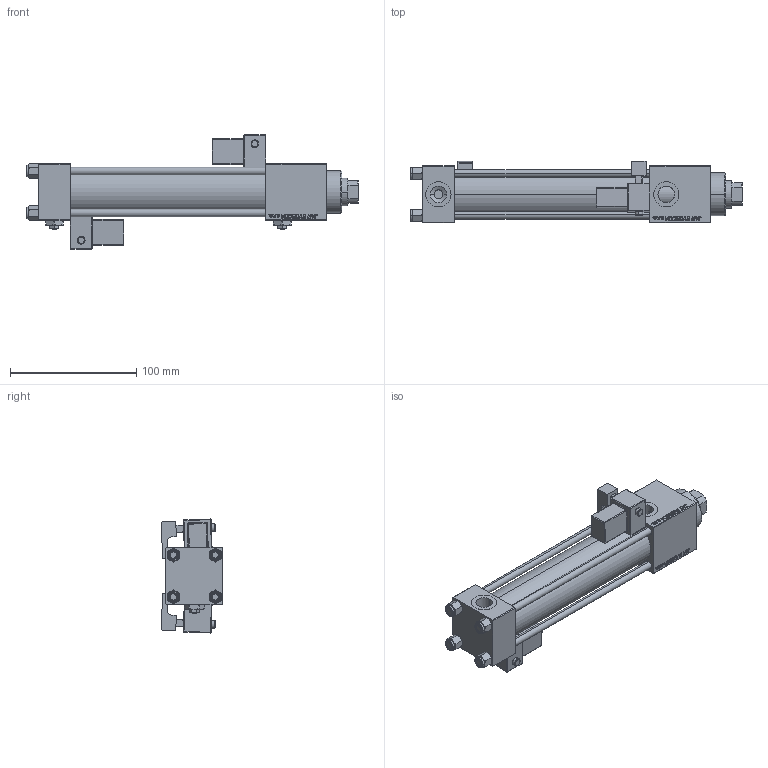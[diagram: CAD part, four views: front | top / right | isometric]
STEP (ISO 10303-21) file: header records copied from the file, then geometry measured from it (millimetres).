
FILE_DESCRIPTION (( 'STEP AP203' ), '1' );
FILE_NAME ('a265.STEP', '2022-09-14T00:10:53', ( '' ), ( '' ), 'SwSTEP 2.0', 'SolidWorks 2019', '' );
FILE_SCHEMA (( 'CONFIG_CONTROL_DESIGN' ));
Length unit declared in the file: millimetre
Products named in the file (10): V215CR_MSU f2e481be4afdba2f9aeb2381d2431f2e; Zatka_pro_OIL_PORT f2e481be4afdba2f9aeb2381d2431f2e; FEMALE_PART_FOR_DFA f2e481be4afdba2f9aeb2381d2431f2e; NUT_M5_C f2e481be4afdba2f9aeb2381d2431f2e; a265; V215CR_C_Body f2e481be4afdba2f9aeb2381d2431f2e; DFA f2e481be4afdba2f9aeb2381d2431f2e; V215_VC_A f2e481be4afdba2f9aeb2381d2431f2e; V215CR_VCP_C f2e481be4afdba2f9aeb2381d2431f2e; V215CR_C_TYCINKA f2e481be4afdba2f9aeb2381d2431f2e
Assembly tree (17 placements, depth 3):
  a265
    V215CR_C_Body f2e481be4afdba2f9aeb2381d2431f2e
    V215CR_VCP_C f2e481be4afdba2f9aeb2381d2431f2e
    NUT_M5_C f2e481be4afdba2f9aeb2381d2431f2e  x4
    V215CR_C_TYCINKA f2e481be4afdba2f9aeb2381d2431f2e  x4
    V215_VC_A f2e481be4afdba2f9aeb2381d2431f2e
    DFA f2e481be4afdba2f9aeb2381d2431f2e
      FEMALE_PART_FOR_DFA f2e481be4afdba2f9aeb2381d2431f2e
    V215CR_MSU f2e481be4afdba2f9aeb2381d2431f2e  x2
    Zatka_pro_OIL_PORT f2e481be4afdba2f9aeb2381d2431f2e  x2
Bounding box: 263 x 48.72 x 90.31 mm (x, y, z)
Volume: 345034 mm3; surface area: 128098.8 mm2
Topology: 16 solids, 16 shells, 1445 faces, 3564 edges, 2257 vertices
Faces by surface type: plane 648, bspline 392, cone 190, cylinder 171, sphere 24, torus 20
Entity records: 55778 total; most frequent: CARTESIAN_POINT 28275, ORIENTED_EDGE 6034, DIRECTION 4151, EDGE_CURVE 3017, VERTEX_POINT 1955, LINE 1787, VECTOR 1787, EDGE_LOOP 1344
